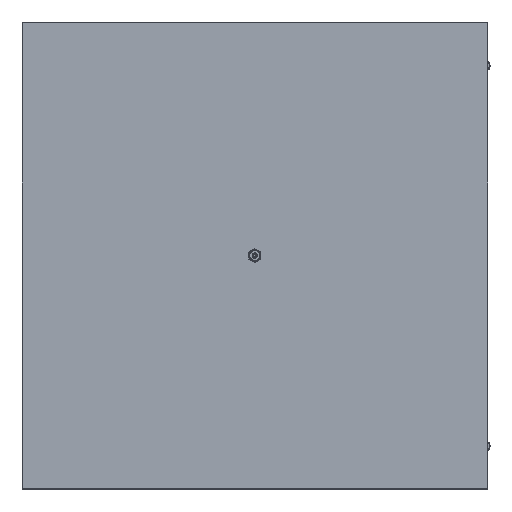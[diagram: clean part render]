
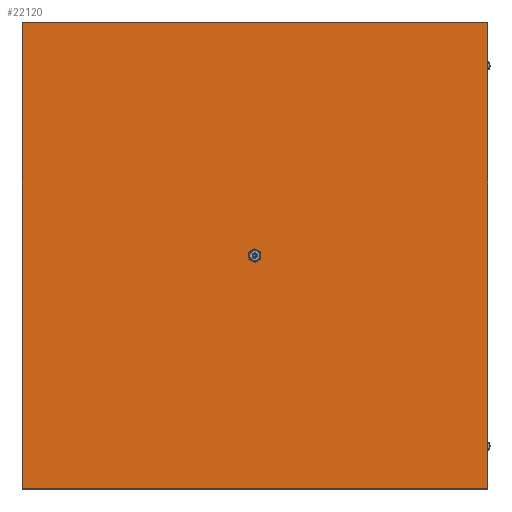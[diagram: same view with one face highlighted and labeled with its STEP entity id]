
A CAD part, top view. The second image highlights one B-rep face of the part: STEP entity #22120.
In plain terms, the highlighted planar face has unit normal (0, 0, 1).
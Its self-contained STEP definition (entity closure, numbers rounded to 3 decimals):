
#784=FACE_BOUND('',#3156,.T.);
#919=PLANE('',#23733);
#1859=FACE_OUTER_BOUND('',#3155,.T.);
#3155=EDGE_LOOP('',(#15366,#15367,#15368,#15369));
#3156=EDGE_LOOP('',(#15370));
#4580=LINE('',#31862,#7054);
#4583=LINE('',#31868,#7057);
#4586=LINE('',#31874,#7060);
#4589=LINE('',#31878,#7063);
#7054=VECTOR('',#25622,10.);
#7057=VECTOR('',#25627,10.);
#7060=VECTOR('',#25632,10.);
#7063=VECTOR('',#25637,10.);
#9525=CIRCLE('',#23727,4.);
#10025=VERTEX_POINT('',#31850);
#10029=VERTEX_POINT('',#31859);
#10030=VERTEX_POINT('',#31861);
#10032=VERTEX_POINT('',#31867);
#10034=VERTEX_POINT('',#31873);
#12080=EDGE_CURVE('',#10025,#10025,#9525,.T.);
#12085=EDGE_CURVE('',#10030,#10029,#4580,.T.);
#12088=EDGE_CURVE('',#10032,#10030,#4583,.T.);
#12091=EDGE_CURVE('',#10034,#10032,#4586,.T.);
#12094=EDGE_CURVE('',#10029,#10034,#4589,.T.);
#15366=ORIENTED_EDGE('',*,*,#12094,.T.);
#15367=ORIENTED_EDGE('',*,*,#12091,.T.);
#15368=ORIENTED_EDGE('',*,*,#12088,.T.);
#15369=ORIENTED_EDGE('',*,*,#12085,.T.);
#15370=ORIENTED_EDGE('',*,*,#12080,.T.);
#22120=ADVANCED_FACE('',(#1859,#784),#919,.T.);
#23727=AXIS2_PLACEMENT_3D('',#31851,#25613,#25614);
#23733=AXIS2_PLACEMENT_3D('',#31879,#25638,#25639);
#25613=DIRECTION('center_axis',(0.,0.,-1.));
#25614=DIRECTION('ref_axis',(-1.,0.,0.));
#25622=DIRECTION('',(0.,-1.,0.));
#25627=DIRECTION('',(-1.,0.,0.));
#25632=DIRECTION('',(0.,1.,0.));
#25637=DIRECTION('',(1.,0.,0.));
#25638=DIRECTION('center_axis',(0.,0.,1.));
#25639=DIRECTION('ref_axis',(1.,0.,0.));
#31850=CARTESIAN_POINT('',(4.,0.,50.));
#31851=CARTESIAN_POINT('Origin',(0.,0.,50.));
#31859=CARTESIAN_POINT('',(-274.638,-274.638,50.));
#31861=CARTESIAN_POINT('',(-274.638,274.638,50.));
#31862=CARTESIAN_POINT('',(-274.638,-274.638,50.));
#31867=CARTESIAN_POINT('',(274.638,274.638,50.));
#31868=CARTESIAN_POINT('',(-274.638,274.638,50.));
#31873=CARTESIAN_POINT('',(274.638,-274.638,50.));
#31874=CARTESIAN_POINT('',(274.638,274.638,50.));
#31878=CARTESIAN_POINT('',(274.638,-274.638,50.));
#31879=CARTESIAN_POINT('Origin',(0.,0.,50.));
